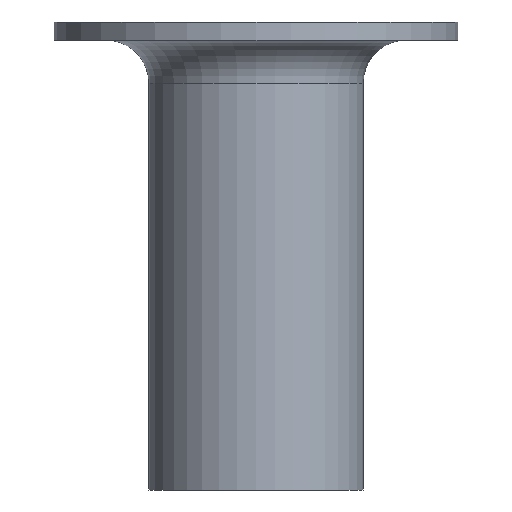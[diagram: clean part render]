
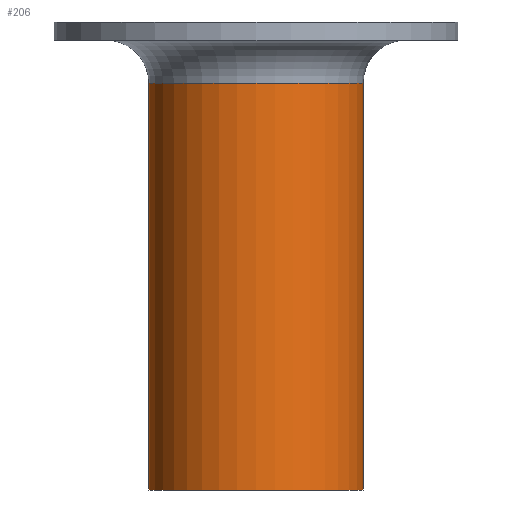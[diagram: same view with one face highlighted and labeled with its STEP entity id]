
A CAD part, front view. The second image highlights one B-rep face of the part: STEP entity #206.
In plain terms, the highlighted cylindrical face has radius 1.956 mm (diameter 3.912 mm), a partial arc.
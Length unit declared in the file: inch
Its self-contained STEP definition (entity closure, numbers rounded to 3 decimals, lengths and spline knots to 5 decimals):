
#13 = DIRECTION ( 'NONE',  ( 0., 0., 1. ) ) ;
#52 = EDGE_LOOP ( 'NONE', ( #281, #385, #322, #107 ) ) ;
#54 = DIRECTION ( 'NONE',  ( 0., 0., 1. ) ) ;
#63 = CARTESIAN_POINT ( 'NONE',  ( 0.077, 0., 0.38751 ) ) ;
#100 = CARTESIAN_POINT ( 'NONE',  ( 0.077, 0., 0.09551 ) ) ;
#106 = FACE_OUTER_BOUND ( 'NONE', #52, .T. ) ;
#107 = ORIENTED_EDGE ( 'NONE', *, *, #277, .F. ) ;
#112 = CARTESIAN_POINT ( 'NONE',  ( 0.077, 0., 0.09551 ) ) ;
#126 = LINE ( 'NONE', #229, #403 ) ;
#136 = AXIS2_PLACEMENT_3D ( 'NONE', #195, #390, #334 ) ;
#145 = VERTEX_POINT ( 'NONE', #63 ) ;
#164 = CARTESIAN_POINT ( 'NONE',  ( -0.077, 0., 0.38751 ) ) ;
#184 = CYLINDRICAL_SURFACE ( 'NONE', #383, 0.077 ) ;
#195 = CARTESIAN_POINT ( 'NONE',  ( 0., 0., 0.09551 ) ) ;
#206 = ADVANCED_FACE ( 'NONE', ( #106 ), #184, .T. ) ;
#216 = CIRCLE ( 'NONE', #395, 0.077 ) ;
#217 = LINE ( 'NONE', #112, #279 ) ;
#229 = CARTESIAN_POINT ( 'NONE',  ( -0.077, 0., 0.09551 ) ) ;
#244 = CARTESIAN_POINT ( 'NONE',  ( 0., 0., 0.38751 ) ) ;
#261 = DIRECTION ( 'NONE',  ( 0., 0., 1. ) ) ;
#265 = DIRECTION ( 'NONE',  ( 1., 0., 0. ) ) ;
#268 = DIRECTION ( 'NONE',  ( 1., 0., 0. ) ) ;
#277 = EDGE_CURVE ( 'NONE', #397, #145, #216, .T. ) ;
#279 = VECTOR ( 'NONE', #351, 39.37008 ) ;
#281 = ORIENTED_EDGE ( 'NONE', *, *, #357, .F. ) ;
#314 = CIRCLE ( 'NONE', #136, 0.077 ) ;
#317 = EDGE_CURVE ( 'NONE', #382, #145, #217, .T. ) ;
#322 = ORIENTED_EDGE ( 'NONE', *, *, #317, .T. ) ;
#326 = CARTESIAN_POINT ( 'NONE',  ( 0., 0., 0.09551 ) ) ;
#334 = DIRECTION ( 'NONE',  ( 1., 0., 0. ) ) ;
#348 = EDGE_CURVE ( 'NONE', #379, #382, #314, .T. ) ;
#351 = DIRECTION ( 'NONE',  ( 0., 0., 1. ) ) ;
#357 = EDGE_CURVE ( 'NONE', #379, #397, #126, .T. ) ;
#359 = CARTESIAN_POINT ( 'NONE',  ( -0.077, 0., 0.09551 ) ) ;
#379 = VERTEX_POINT ( 'NONE', #359 ) ;
#382 = VERTEX_POINT ( 'NONE', #100 ) ;
#383 = AXIS2_PLACEMENT_3D ( 'NONE', #326, #261, #265 ) ;
#385 = ORIENTED_EDGE ( 'NONE', *, *, #348, .T. ) ;
#390 = DIRECTION ( 'NONE',  ( 0., 0., 1. ) ) ;
#395 = AXIS2_PLACEMENT_3D ( 'NONE', #244, #54, #268 ) ;
#397 = VERTEX_POINT ( 'NONE', #164 ) ;
#403 = VECTOR ( 'NONE', #13, 39.37008 ) ;
